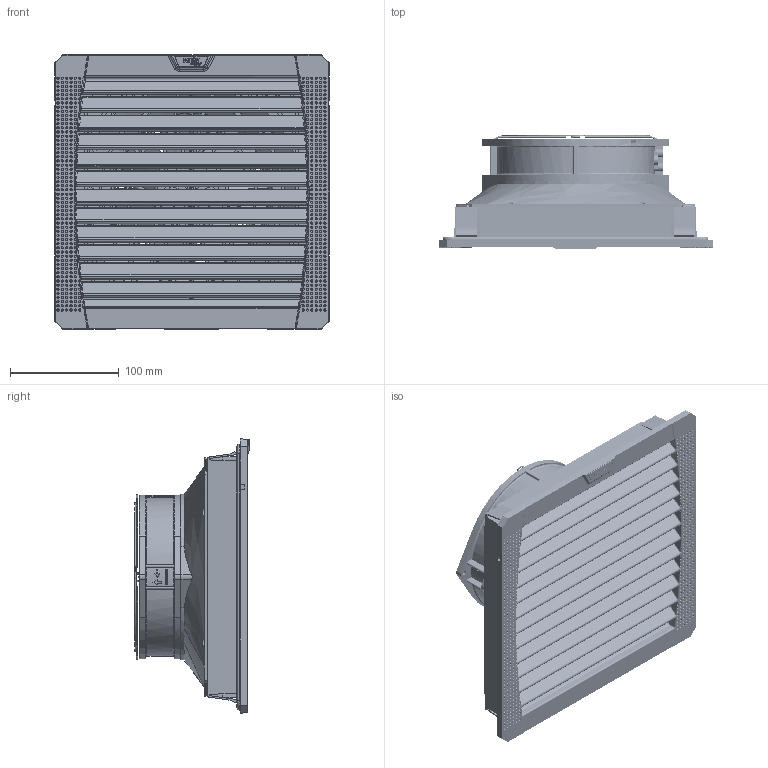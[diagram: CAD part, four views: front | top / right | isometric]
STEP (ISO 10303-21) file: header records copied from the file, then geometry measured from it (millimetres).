
FILE_DESCRIPTION(/* description */ (''),/* implementation_level */ '2;1');
FILE_NAME(/* name */ 'MF 223.stp',/* time_stamp */ '2024-02-14T09:58:46+03:00',/* author */ ('Василий'),/* organization */ (''),/* preprocessor_version */ 'ST-DEVELOPER v18.1',/* originating_system */ 'Autodesk Inventor 2022',/* authorisation */ '');
FILE_SCHEMA (('AUTOMOTIVE_DESIGN { 1 0 10303 214 3 1 1 }'));
Products named in the file (1): MF 223_EM
Bounding box: 251.68 x 105.3 x 251.68 mm (x, y, z)
Volume: 578770.6 mm3; surface area: 479407.8 mm2
Topology: 4 solids, 4 shells, 2946 faces, 7245 edges, 4748 vertices
Faces by surface type: cylinder 707, bspline 659, sphere 641, plane 632, torus 232, cone 75
Full cylindrical faces by diameter (mm): 1.4 x12, 2.3 x1, 3 x8, 3.6 x2, 4.2 x8, 5 x8, 6 x2, 7 x1, 32 x1, 65.8 x1, 68.4 x1, 69.3 x1, 147 x1
Entity records: 148536 total; most frequent: CARTESIAN_POINT 77176, ORIENTED_EDGE 14432, DIRECTION 13290, EDGE_CURVE 7216, AXIS2_PLACEMENT_3D 5401, VERTEX_POINT 4748, EDGE_LOOP 3818, STYLED_ITEM 2950
